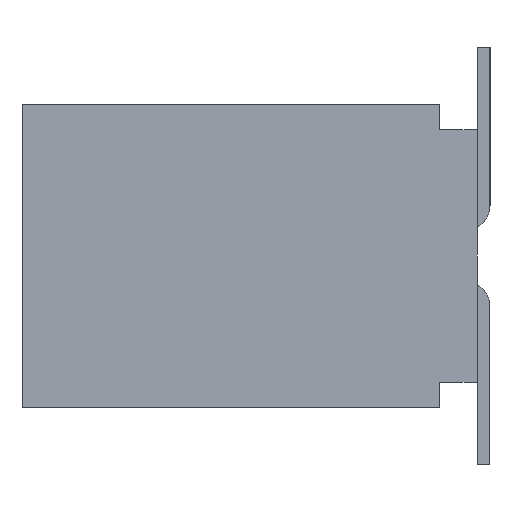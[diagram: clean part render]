
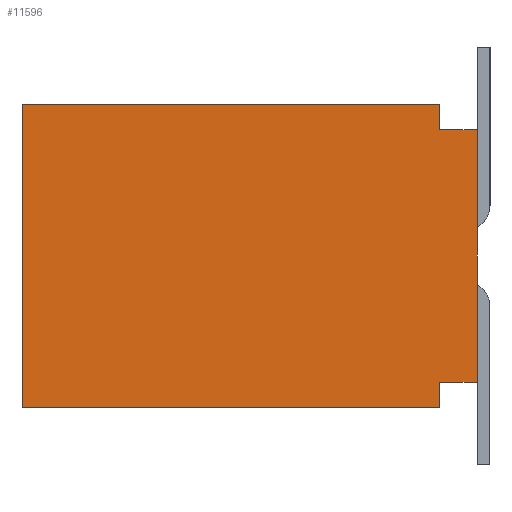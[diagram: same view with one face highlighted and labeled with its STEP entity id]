
A CAD part, left-side view. The second image highlights one B-rep face of the part: STEP entity #11596.
In plain terms, the highlighted planar face has unit normal (-1, 0, 0).
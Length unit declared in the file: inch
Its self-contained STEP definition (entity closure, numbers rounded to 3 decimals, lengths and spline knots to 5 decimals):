
#1783=ORIENTED_EDGE('',*,*,#4275,.F.);
#1784=ORIENTED_EDGE('',*,*,#4276,.T.);
#1785=ORIENTED_EDGE('',*,*,#4277,.F.);
#1786=ORIENTED_EDGE('',*,*,#4278,.T.);
#1787=ORIENTED_EDGE('',*,*,#4279,.F.);
#1788=ORIENTED_EDGE('',*,*,#4280,.F.);
#1789=ORIENTED_EDGE('',*,*,#4281,.T.);
#1790=ORIENTED_EDGE('',*,*,#4282,.T.);
#4275=EDGE_CURVE('',#5651,#5652,#6831,.T.);
#4276=EDGE_CURVE('',#5651,#5653,#6832,.T.);
#4277=EDGE_CURVE('',#5654,#5653,#6833,.T.);
#4278=EDGE_CURVE('',#5654,#5655,#6834,.T.);
#4279=EDGE_CURVE('',#5656,#5655,#6835,.T.);
#4280=EDGE_CURVE('',#5657,#5656,#6836,.T.);
#4281=EDGE_CURVE('',#5657,#5658,#6837,.T.);
#4282=EDGE_CURVE('',#5658,#5652,#6838,.T.);
#5651=VERTEX_POINT('',#17510);
#5652=VERTEX_POINT('',#17511);
#5653=VERTEX_POINT('',#17513);
#5654=VERTEX_POINT('',#17515);
#5655=VERTEX_POINT('',#17517);
#5656=VERTEX_POINT('',#17519);
#5657=VERTEX_POINT('',#17521);
#5658=VERTEX_POINT('',#17523);
#6831=LINE('',#17509,#8339);
#6832=LINE('',#17512,#8340);
#6833=LINE('',#17514,#8341);
#6834=LINE('',#17516,#8342);
#6835=LINE('',#17518,#8343);
#6836=LINE('',#17520,#8344);
#6837=LINE('',#17522,#8345);
#6838=LINE('',#17524,#8346);
#8339=VECTOR('',#14302,39.37008);
#8340=VECTOR('',#14303,39.37008);
#8341=VECTOR('',#14304,39.37008);
#8342=VECTOR('',#14305,39.37008);
#8343=VECTOR('',#14306,39.37008);
#8344=VECTOR('',#14307,39.37008);
#8345=VECTOR('',#14308,39.37008);
#8346=VECTOR('',#14309,39.37008);
#9521=EDGE_LOOP('',(#1783,#1784,#1785,#1786,#1787,#1788,#1789,#1790));
#10271=FACE_BOUND('',#9521,.T.);
#10925=PLANE('',#12422);
#11596=ADVANCED_FACE('',(#10271),#10925,.F.);
#12422=AXIS2_PLACEMENT_3D('',#17508,#14300,#14301);
#14300=DIRECTION('',(1.,0.,0.));
#14301=DIRECTION('',(0.,0.,-1.));
#14302=DIRECTION('',(0.,1.,0.));
#14303=DIRECTION('',(0.,0.,1.));
#14304=DIRECTION('',(0.,-1.,0.));
#14305=DIRECTION('',(0.,0.,1.));
#14306=DIRECTION('',(0.,-1.,0.));
#14307=DIRECTION('',(0.,0.,1.));
#14308=DIRECTION('',(0.,-1.,0.));
#14309=DIRECTION('',(0.,0.,1.));
#17508=CARTESIAN_POINT('',(-0.4075,0.18,-0.06));
#17509=CARTESIAN_POINT('',(-0.4075,0.18,-0.05));
#17510=CARTESIAN_POINT('',(-0.4075,0.,-0.05));
#17511=CARTESIAN_POINT('',(-0.4075,0.015,-0.05));
#17512=CARTESIAN_POINT('',(-0.4075,0.,-0.06));
#17513=CARTESIAN_POINT('',(-0.4075,0.,0.05));
#17514=CARTESIAN_POINT('',(-0.4075,0.18,0.05));
#17515=CARTESIAN_POINT('',(-0.4075,0.015,0.05));
#17516=CARTESIAN_POINT('',(-0.4075,0.015,-0.06));
#17517=CARTESIAN_POINT('',(-0.4075,0.015,0.06));
#17518=CARTESIAN_POINT('',(-0.4075,0.18,0.06));
#17519=CARTESIAN_POINT('',(-0.4075,0.18,0.06));
#17520=CARTESIAN_POINT('',(-0.4075,0.18,-0.06));
#17521=CARTESIAN_POINT('',(-0.4075,0.18,-0.06));
#17522=CARTESIAN_POINT('',(-0.4075,0.18,-0.06));
#17523=CARTESIAN_POINT('',(-0.4075,0.015,-0.06));
#17524=CARTESIAN_POINT('',(-0.4075,0.015,-0.06));
